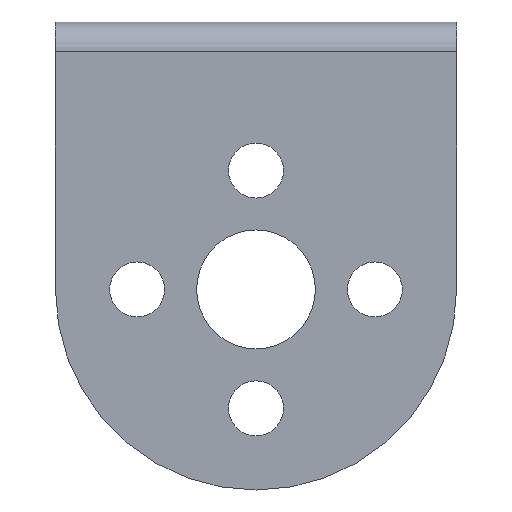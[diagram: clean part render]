
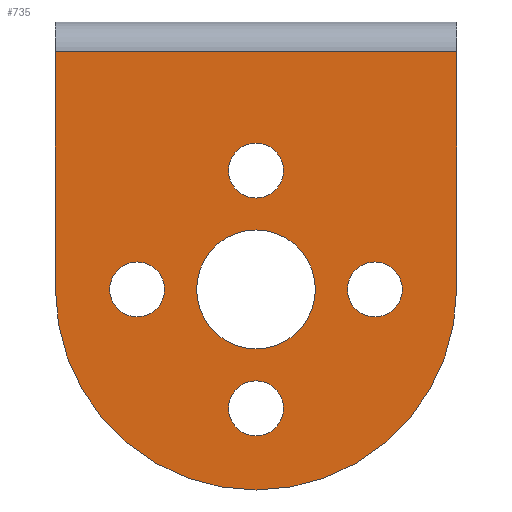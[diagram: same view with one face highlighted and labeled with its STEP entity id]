
A CAD part, front view. The second image highlights one B-rep face of the part: STEP entity #735.
In plain terms, the highlighted planar face has unit normal (0, -1, 0).
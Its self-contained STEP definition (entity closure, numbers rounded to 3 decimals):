
#26 = ORIENTED_EDGE ( 'NONE', *, *, #418, .F. ) ;
#35 = DIRECTION ( 'NONE',  ( 0., 0., -1. ) ) ;
#37 = DIRECTION ( 'NONE',  ( 0., -1., 0. ) ) ;
#38 = ORIENTED_EDGE ( 'NONE', *, *, #1018, .T. ) ;
#39 = CARTESIAN_POINT ( 'NONE',  ( 7.244, -21.475, 2.038 ) ) ;
#54 = VERTEX_POINT ( 'NONE', #941 ) ;
#61 = VERTEX_POINT ( 'NONE', #742 ) ;
#66 = VERTEX_POINT ( 'NONE', #916 ) ;
#67 = VERTEX_POINT ( 'NONE', #901 ) ;
#78 = VERTEX_POINT ( 'NONE', #1029 ) ;
#79 = VERTEX_POINT ( 'NONE', #1001 ) ;
#93 = VERTEX_POINT ( 'NONE', #1085 ) ;
#95 = VERTEX_POINT ( 'NONE', #1034 ) ;
#102 = VERTEX_POINT ( 'NONE', #1055 ) ;
#105 = CIRCLE ( 'NONE', #671, 1.85 ) ;
#106 = EDGE_LOOP ( 'NONE', ( #415, #38, #158, #515, #863 ) ) ;
#108 = EDGE_LOOP ( 'NONE', ( #830, #570 ) ) ;
#109 = VERTEX_POINT ( 'NONE', #1070 ) ;
#139 = EDGE_LOOP ( 'NONE', ( #167, #156 ) ) ;
#156 = ORIENTED_EDGE ( 'NONE', *, *, #401, .F. ) ;
#158 = ORIENTED_EDGE ( 'NONE', *, *, #551, .T. ) ;
#160 = VERTEX_POINT ( 'NONE', #1024 ) ;
#167 = ORIENTED_EDGE ( 'NONE', *, *, #428, .F. ) ;
#172 = EDGE_LOOP ( 'NONE', ( #737, #532 ) ) ;
#186 = EDGE_LOOP ( 'NONE', ( #26, #435 ) ) ;
#197 = DIRECTION ( 'NONE',  ( -1., 0., 0. ) ) ;
#206 = CIRCLE ( 'NONE', #628, 1.85 ) ;
#208 = CARTESIAN_POINT ( 'NONE',  ( -14.256, -21.475, 18.038 ) ) ;
#209 = VECTOR ( 'NONE', #873, 1000. ) ;
#224 = VECTOR ( 'NONE', #909, 1000. ) ;
#240 = LINE ( 'NONE', #878, #209 ) ;
#242 = LINE ( 'NONE', #914, #224 ) ;
#249 = CIRCLE ( 'NONE', #635, 4. ) ;
#251 = DIRECTION ( 'NONE',  ( 0., 0., -1. ) ) ;
#252 = CARTESIAN_POINT ( 'NONE',  ( -0.756, -21.475, 2.038 ) ) ;
#257 = DIRECTION ( 'NONE',  ( 0., -1., 0. ) ) ;
#261 = CARTESIAN_POINT ( 'NONE',  ( -0.756, -21.475, 2.038 ) ) ;
#263 = DIRECTION ( 'NONE',  ( 0., -1., 0. ) ) ;
#265 = CIRCLE ( 'NONE', #716, 1.85 ) ;
#286 = CIRCLE ( 'NONE', #889, 13.5 ) ;
#291 = CARTESIAN_POINT ( 'NONE',  ( -8.756, -21.475, 3.888 ) ) ;
#302 = DIRECTION ( 'NONE',  ( 0., 0., -1. ) ) ;
#304 = CARTESIAN_POINT ( 'NONE',  ( -14.256, -21.475, 20.038 ) ) ;
#308 = PLANE ( 'NONE',  #820 ) ;
#311 = DIRECTION ( 'NONE',  ( 0., -1., 0. ) ) ;
#318 = DIRECTION ( 'NONE',  ( 0., 0., -1. ) ) ;
#357 = CIRCLE ( 'NONE', #993, 4. ) ;
#365 = AXIS2_PLACEMENT_3D ( 'NONE', #39, #37, #35 ) ;
#393 = DIRECTION ( 'NONE',  ( 0., -1., 0. ) ) ;
#395 = EDGE_CURVE ( 'NONE', #66, #109, #1127, .T. ) ;
#397 = CARTESIAN_POINT ( 'NONE',  ( -8.756, -21.475, 2.038 ) ) ;
#401 = EDGE_CURVE ( 'NONE', #764, #451, #1114, .T. ) ;
#415 = ORIENTED_EDGE ( 'NONE', *, *, #548, .F. ) ;
#418 = EDGE_CURVE ( 'NONE', #93, #78, #927, .T. ) ;
#428 = EDGE_CURVE ( 'NONE', #451, #764, #897, .T. ) ;
#435 = ORIENTED_EDGE ( 'NONE', *, *, #556, .F. ) ;
#447 = EDGE_CURVE ( 'NONE', #1096, #572, #357, .T. ) ;
#451 = VERTEX_POINT ( 'NONE', #1126 ) ;
#478 = DIRECTION ( 'NONE',  ( 0., 0., -1. ) ) ;
#479 = DIRECTION ( 'NONE',  ( 0., -1., 0. ) ) ;
#480 = CARTESIAN_POINT ( 'NONE',  ( -0.756, -21.475, 10.038 ) ) ;
#485 = DIRECTION ( 'NONE',  ( 0., 0., -1. ) ) ;
#494 = CIRCLE ( 'NONE', #365, 1.85 ) ;
#513 = EDGE_CURVE ( 'NONE', #95, #79, #286, .T. ) ;
#515 = ORIENTED_EDGE ( 'NONE', *, *, #513, .T. ) ;
#527 = EDGE_CURVE ( 'NONE', #109, #66, #265, .T. ) ;
#532 = ORIENTED_EDGE ( 'NONE', *, *, #543, .F. ) ;
#538 = VECTOR ( 'NONE', #197, 1000. ) ;
#543 = EDGE_CURVE ( 'NONE', #572, #1096, #249, .T. ) ;
#548 = EDGE_CURVE ( 'NONE', #54, #67, #242, .T. ) ;
#549 = DIRECTION ( 'NONE',  ( 0., 0., -1. ) ) ;
#551 = EDGE_CURVE ( 'NONE', #102, #95, #240, .T. ) ;
#556 = EDGE_CURVE ( 'NONE', #78, #93, #206, .T. ) ;
#566 = LINE ( 'NONE', #208, #538 ) ;
#570 = ORIENTED_EDGE ( 'NONE', *, *, #395, .F. ) ;
#572 = VERTEX_POINT ( 'NONE', #864 ) ;
#578 = DIRECTION ( 'NONE',  ( 0., -1., 0. ) ) ;
#605 = ORIENTED_EDGE ( 'NONE', *, *, #613, .F. ) ;
#606 = ORIENTED_EDGE ( 'NONE', *, *, #1035, .F. ) ;
#613 = EDGE_CURVE ( 'NONE', #61, #160, #105, .T. ) ;
#628 = AXIS2_PLACEMENT_3D ( 'NONE', #862, #860, #857 ) ;
#635 = AXIS2_PLACEMENT_3D ( 'NONE', #905, #900, #893 ) ;
#640 = CARTESIAN_POINT ( 'NONE',  ( -8.756, -21.475, 2.038 ) ) ;
#645 = CARTESIAN_POINT ( 'NONE',  ( -0.756, -21.475, -5.962 ) ) ;
#657 = DIRECTION ( 'NONE',  ( 0., 0., -1. ) ) ;
#660 = DIRECTION ( 'NONE',  ( 0., -1., 0. ) ) ;
#671 = AXIS2_PLACEMENT_3D ( 'NONE', #704, #701, #697 ) ;
#689 = CIRCLE ( 'NONE', #831, 13.5 ) ;
#697 = DIRECTION ( 'NONE',  ( 0., 0., -1. ) ) ;
#701 = DIRECTION ( 'NONE',  ( 0., -1., 0. ) ) ;
#704 = CARTESIAN_POINT ( 'NONE',  ( 7.244, -21.475, 2.038 ) ) ;
#716 = AXIS2_PLACEMENT_3D ( 'NONE', #975, #972, #970 ) ;
#735 = ADVANCED_FACE ( 'NONE', ( #842, #799, #903, #891, #824, #797 ), #308, .T. ) ;
#737 = ORIENTED_EDGE ( 'NONE', *, *, #447, .F. ) ;
#742 = CARTESIAN_POINT ( 'NONE',  ( 7.244, -21.475, 3.888 ) ) ;
#764 = VERTEX_POINT ( 'NONE', #291 ) ;
#775 = EDGE_LOOP ( 'NONE', ( #606, #605 ) ) ;
#797 = FACE_OUTER_BOUND ( 'NONE', #106, .T. ) ;
#799 = FACE_BOUND ( 'NONE', #108, .T. ) ;
#820 = AXIS2_PLACEMENT_3D ( 'NONE', #304, #311, #302 ) ;
#824 = FACE_BOUND ( 'NONE', #172, .T. ) ;
#826 = AXIS2_PLACEMENT_3D ( 'NONE', #480, #479, #478 ) ;
#830 = ORIENTED_EDGE ( 'NONE', *, *, #527, .F. ) ;
#831 = AXIS2_PLACEMENT_3D ( 'NONE', #261, #257, #251 ) ;
#842 = FACE_BOUND ( 'NONE', #186, .T. ) ;
#857 = DIRECTION ( 'NONE',  ( 0., 0., -1. ) ) ;
#858 = EDGE_CURVE ( 'NONE', #79, #67, #689, .T. ) ;
#860 = DIRECTION ( 'NONE',  ( 0., -1., 0. ) ) ;
#862 = CARTESIAN_POINT ( 'NONE',  ( -0.756, -21.475, 10.038 ) ) ;
#863 = ORIENTED_EDGE ( 'NONE', *, *, #858, .T. ) ;
#864 = CARTESIAN_POINT ( 'NONE',  ( -0.756, -21.475, 6.038 ) ) ;
#873 = DIRECTION ( 'NONE',  ( 0., 0., -1. ) ) ;
#878 = CARTESIAN_POINT ( 'NONE',  ( -14.256, -21.475, 20.038 ) ) ;
#889 = AXIS2_PLACEMENT_3D ( 'NONE', #1020, #1016, #1013 ) ;
#891 = FACE_BOUND ( 'NONE', #775, .T. ) ;
#893 = DIRECTION ( 'NONE',  ( 0., 0., -1. ) ) ;
#897 = CIRCLE ( 'NONE', #996, 1.85 ) ;
#900 = DIRECTION ( 'NONE',  ( 0., -1., 0. ) ) ;
#901 = CARTESIAN_POINT ( 'NONE',  ( 12.744, -21.475, 2.038 ) ) ;
#903 = FACE_BOUND ( 'NONE', #139, .T. ) ;
#905 = CARTESIAN_POINT ( 'NONE',  ( -0.756, -21.475, 2.038 ) ) ;
#909 = DIRECTION ( 'NONE',  ( 0., 0., -1. ) ) ;
#914 = CARTESIAN_POINT ( 'NONE',  ( 12.744, -21.475, 20.038 ) ) ;
#916 = CARTESIAN_POINT ( 'NONE',  ( -0.756, -21.475, -4.112 ) ) ;
#927 = CIRCLE ( 'NONE', #826, 1.85 ) ;
#941 = CARTESIAN_POINT ( 'NONE',  ( 12.744, -21.475, 18.038 ) ) ;
#970 = DIRECTION ( 'NONE',  ( 0., 0., -1. ) ) ;
#972 = DIRECTION ( 'NONE',  ( 0., -1., 0. ) ) ;
#975 = CARTESIAN_POINT ( 'NONE',  ( -0.756, -21.475, -5.962 ) ) ;
#993 = AXIS2_PLACEMENT_3D ( 'NONE', #252, #263, #549 ) ;
#996 = AXIS2_PLACEMENT_3D ( 'NONE', #397, #393, #318 ) ;
#1001 = CARTESIAN_POINT ( 'NONE',  ( -0.756, -21.475, -11.462 ) ) ;
#1013 = DIRECTION ( 'NONE',  ( 0., 0., -1. ) ) ;
#1016 = DIRECTION ( 'NONE',  ( 0., -1., 0. ) ) ;
#1018 = EDGE_CURVE ( 'NONE', #54, #102, #566, .T. ) ;
#1020 = CARTESIAN_POINT ( 'NONE',  ( -0.756, -21.475, 2.038 ) ) ;
#1024 = CARTESIAN_POINT ( 'NONE',  ( 7.244, -21.475, 0.188 ) ) ;
#1028 = AXIS2_PLACEMENT_3D ( 'NONE', #640, #578, #485 ) ;
#1029 = CARTESIAN_POINT ( 'NONE',  ( -0.756, -21.475, 11.888 ) ) ;
#1034 = CARTESIAN_POINT ( 'NONE',  ( -14.256, -21.475, 2.038 ) ) ;
#1035 = EDGE_CURVE ( 'NONE', #160, #61, #494, .T. ) ;
#1050 = AXIS2_PLACEMENT_3D ( 'NONE', #645, #660, #657 ) ;
#1055 = CARTESIAN_POINT ( 'NONE',  ( -14.256, -21.475, 18.038 ) ) ;
#1070 = CARTESIAN_POINT ( 'NONE',  ( -0.756, -21.475, -7.812 ) ) ;
#1076 = CARTESIAN_POINT ( 'NONE',  ( -0.756, -21.475, -1.962 ) ) ;
#1085 = CARTESIAN_POINT ( 'NONE',  ( -0.756, -21.475, 8.188 ) ) ;
#1096 = VERTEX_POINT ( 'NONE', #1076 ) ;
#1114 = CIRCLE ( 'NONE', #1028, 1.85 ) ;
#1126 = CARTESIAN_POINT ( 'NONE',  ( -8.756, -21.475, 0.188 ) ) ;
#1127 = CIRCLE ( 'NONE', #1050, 1.85 ) ;
